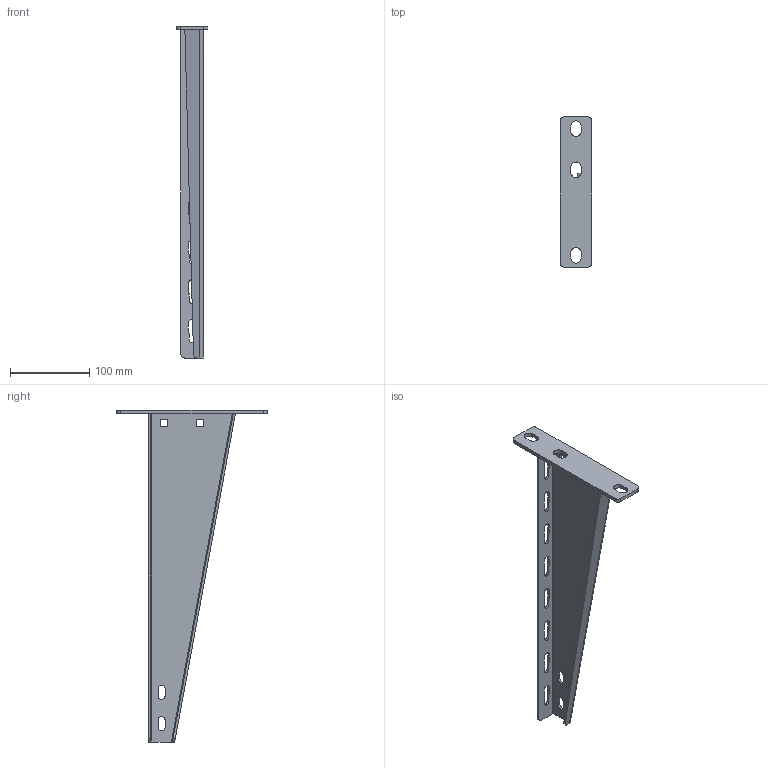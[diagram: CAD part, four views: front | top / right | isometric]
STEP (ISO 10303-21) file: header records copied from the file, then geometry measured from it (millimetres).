
FILE_DESCRIPTION((''),'2;1');
FILE_NAME('711240_ASM','2019-01-11T12:46:38',('tomasz.grudniewski'),(''),'CREO PARAMETRIC BY PTC INC, 2018400','CREO PARAMETRIC BY PTC INC, 2018400','');
FILE_SCHEMA(('CONFIG_CONTROL_DESIGN'));
Length unit declared in the file: millimetre
Products named in the file (3): WWC400_PRT; WWC600_1_PRT; 711240_ASM
Assembly tree (2 placements, depth 2):
  711240_ASM
    WWC400_PRT
    WWC600_1_PRT
Bounding box: 40 x 190 x 420 mm (x, y, z)
Volume: 153164.3 mm3; surface area: 108046.1 mm2
Topology: 2 solids, 2 shells, 126 faces, 350 edges, 228 vertices
Faces by surface type: plane 72, cylinder 50, bspline 4
Entity records: 4310 total; most frequent: CARTESIAN_POINT 859, DIRECTION 704, ORIENTED_EDGE 700, EDGE_CURVE 350, VECTOR 246, LINE 246, AXIS2_PLACEMENT_3D 229, VERTEX_POINT 228
